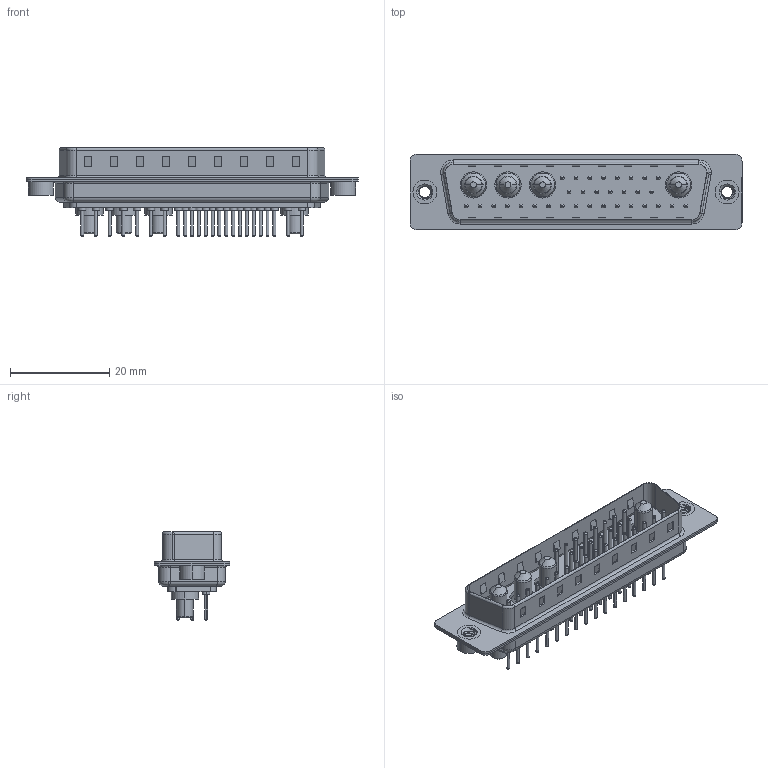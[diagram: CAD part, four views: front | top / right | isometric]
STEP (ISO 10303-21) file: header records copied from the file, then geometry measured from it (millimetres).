
FILE_DESCRIPTION (( 'STEP AP203' ), '1' );
FILE_NAME ('627-36W4224-3N2.STEP', '2019-06-19T03:58:46', ( '' ), ( '' ), 'SwSTEP 2.0', 'SolidWorks 2016', '' );
FILE_SCHEMA (( 'CONFIG_CONTROL_DESIGN' ));
Length unit declared in the file: millimetre
Products named in the file (9): Power Pin_30A S; 627Combo Contact Row 1_24; 627Combo Contact Row 2_24; 627Combo Contact Row 3_24; 627-36W4224-3N2; 627Combo Housing_36W4; 627Combo Shell Rear_50 Contacts; 627Combo Shell Front_50 Contacts; 627Combo Threaded Rivet_2
Assembly tree (41 placements, depth 2):
  627-36W4224-3N2
    627Combo Housing_36W4
    627Combo Shell Rear_50 Contacts
    627Combo Shell Front_50 Contacts
    627Combo Threaded Rivet_2  x2
    Power Pin_30A S  x4
    627Combo Contact Row 1_24  x8
    627Combo Contact Row 2_24  x7
    627Combo Contact Row 3_24  x17
Bounding box: 67 x 15.3 x 17.9 mm (x, y, z)
Volume: 4834.3 mm3; surface area: 10757.7 mm2
Topology: 45 solids, 45 shells, 1756 faces, 3765 edges, 2282 vertices
Faces by surface type: cylinder 665, torus 570, plane 467, cone 40, bspline 14
Entity records: 26243 total; most frequent: CARTESIAN_POINT 5410, DIRECTION 4319, ORIENTED_EDGE 3678, EDGE_CURVE 1839, AXIS2_PLACEMENT_3D 1715, VERTEX_POINT 1170, EDGE_LOOP 989, CIRCLE 899
